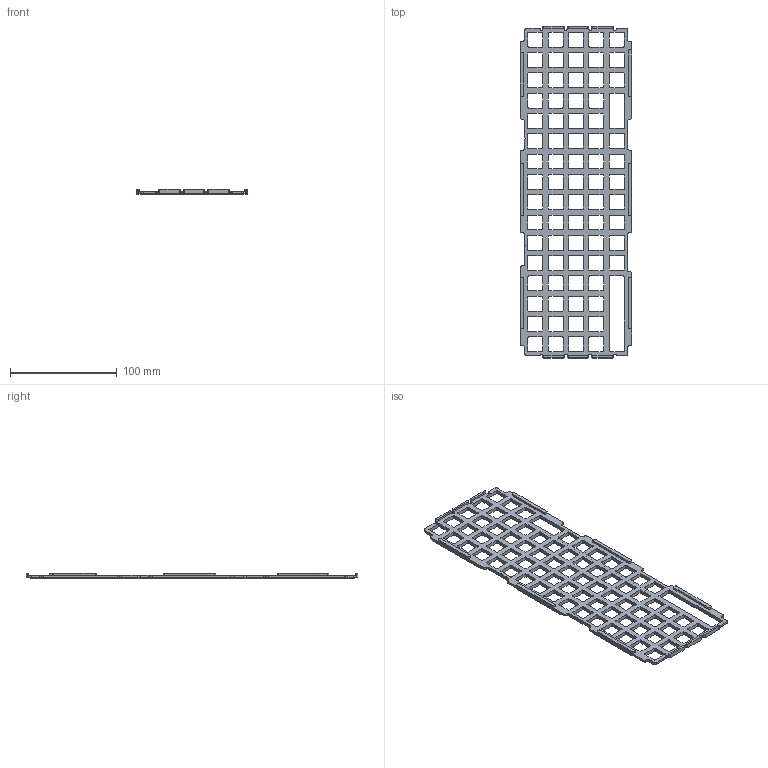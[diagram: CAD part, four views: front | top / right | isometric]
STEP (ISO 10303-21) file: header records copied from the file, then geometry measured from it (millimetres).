
FILE_DESCRIPTION(/* description */ (''),/* implementation_level */ '2;1');
FILE_NAME(/* name */ 'silicone-dampener-P80-rv2.step',/* time_stamp */ '2022-02-10T01:37:04-06:00',/* author */ (''),/* organization */ (''),/* preprocessor_version */ 'ST-DEVELOPER v18.1',/* originating_system */ 'Autodesk Translation Framework v10.13.0.1454',/* authorisation */ '');
FILE_SCHEMA (('AUTOMOTIVE_DESIGN { 1 0 10303 214 3 1 1 }'));
Length unit declared in the file: millimetre
Products named in the file (1): silicone-dampener-ortho-rv2
Bounding box: 104.9 x 311.21 x 5.5 mm (x, y, z)
Volume: 53615.7 mm3; surface area: 52502.8 mm2
Topology: 1 solids, 1 shells, 932 faces, 2737 edges, 1812 vertices
Faces by surface type: plane 483, cylinder 429, bspline 20
Entity records: 32479 total; most frequent: CARTESIAN_POINT 6669, ORIENTED_EDGE 5474, DIRECTION 5374, EDGE_CURVE 2737, LINE 1828, VECTOR 1828, VERTEX_POINT 1812, AXIS2_PLACEMENT_3D 1773
